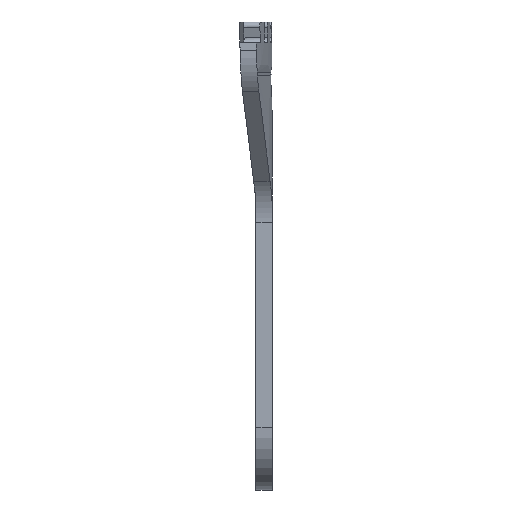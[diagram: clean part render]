
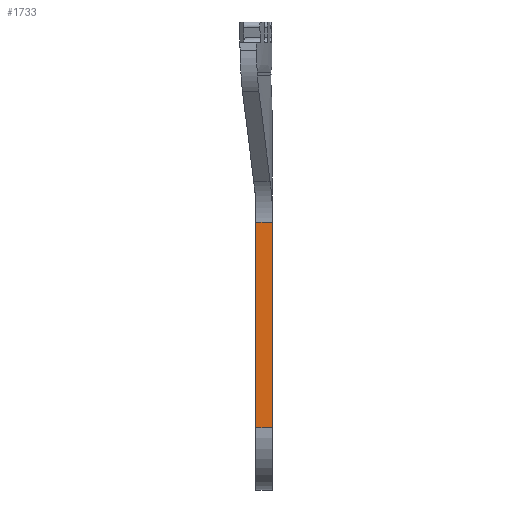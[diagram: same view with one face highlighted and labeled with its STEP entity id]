
A CAD part, left-side view. The second image highlights one B-rep face of the part: STEP entity #1733.
In plain terms, the highlighted planar face has unit normal (-1, 0, 0).
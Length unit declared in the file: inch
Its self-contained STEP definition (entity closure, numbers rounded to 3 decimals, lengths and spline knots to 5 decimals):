
#108=PLANE('',#1872);
#195=FACE_OUTER_BOUND('',#295,.T.);
#295=EDGE_LOOP('',(#1545,#1546,#1547,#1548));
#359=LINE('',#3775,#453);
#380=LINE('',#4170,#474);
#384=LINE('',#4182,#478);
#389=LINE('',#4199,#483);
#453=VECTOR('',#2053,0.3937);
#474=VECTOR('',#2164,0.3937);
#478=VECTOR('',#2176,0.3937);
#483=VECTOR('',#2191,0.3937);
#759=VERTEX_POINT('',#3772);
#760=VERTEX_POINT('',#3774);
#796=VERTEX_POINT('',#4167);
#797=VERTEX_POINT('',#4169);
#994=EDGE_CURVE('',#760,#759,#359,.T.);
#1053=EDGE_CURVE('',#796,#797,#380,.T.);
#1060=EDGE_CURVE('',#796,#760,#384,.T.);
#1066=EDGE_CURVE('',#759,#797,#389,.T.);
#1545=ORIENTED_EDGE('',*,*,#1060,.T.);
#1546=ORIENTED_EDGE('',*,*,#994,.T.);
#1547=ORIENTED_EDGE('',*,*,#1066,.T.);
#1548=ORIENTED_EDGE('',*,*,#1053,.F.);
#1733=ADVANCED_FACE('',(#195),#108,.F.);
#1872=AXIS2_PLACEMENT_3D('',#4205,#2199,#2200);
#2053=DIRECTION('',(0.,0.,-1.));
#2164=DIRECTION('',(0.,0.,-1.));
#2176=DIRECTION('',(0.,1.,0.));
#2191=DIRECTION('',(0.,-1.,0.));
#2199=DIRECTION('center_axis',(1.,0.,0.));
#2200=DIRECTION('ref_axis',(0.,-1.,0.));
#3772=CARTESIAN_POINT('',(-2.125,-0.0418,-19.5));
#3774=CARTESIAN_POINT('',(-2.125,-0.0418,-14.5636));
#3775=CARTESIAN_POINT('',(-2.125,-0.0418,-14.));
#4167=CARTESIAN_POINT('',(-2.125,-0.43552,-14.5636));
#4169=CARTESIAN_POINT('',(-2.125,-0.43552,-19.5));
#4170=CARTESIAN_POINT('',(-2.125,-0.43552,-14.));
#4182=CARTESIAN_POINT('',(-2.125,0.14571,-14.5636));
#4199=CARTESIAN_POINT('',(-2.125,-0.14023,-19.5));
#4205=CARTESIAN_POINT('Origin',(-2.125,-0.0418,-14.));
